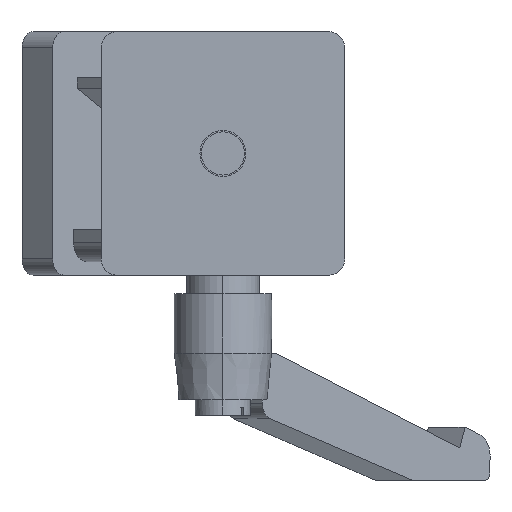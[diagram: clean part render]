
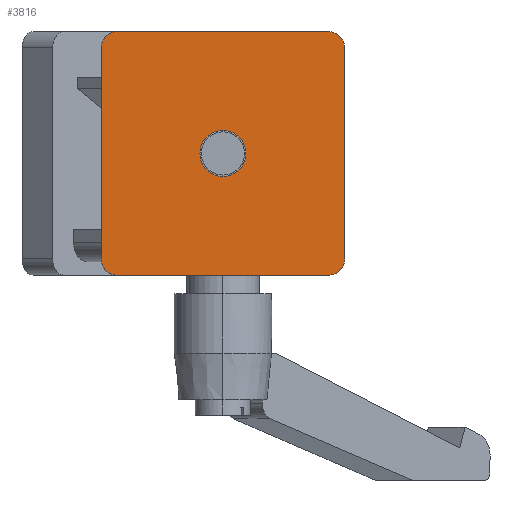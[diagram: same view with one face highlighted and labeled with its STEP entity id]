
A CAD part, front view. The second image highlights one B-rep face of the part: STEP entity #3816.
In plain terms, the highlighted planar face has unit normal (0, -1, 0).
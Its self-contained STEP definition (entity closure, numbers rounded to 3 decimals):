
#7 = LINE ( 'NONE', #548, #1252 ) ;
#26 = VERTEX_POINT ( 'NONE', #4478 ) ;
#30 = CIRCLE ( 'NONE', #3400, 3. ) ;
#156 = EDGE_CURVE ( 'NONE', #1369, #2438, #6628, .T. ) ;
#260 = CARTESIAN_POINT ( 'NONE',  ( -19.5, -8., -19.5 ) ) ;
#279 = DIRECTION ( 'NONE',  ( -1., 0., 0. ) ) ;
#330 = ORIENTED_EDGE ( 'NONE', *, *, #3538, .F. ) ;
#334 = CARTESIAN_POINT ( 'NONE',  ( -22.5, -8., 0. ) ) ;
#373 = CARTESIAN_POINT ( 'NONE',  ( 0., -8., 0. ) ) ;
#440 = VECTOR ( 'NONE', #1448, 1000. ) ;
#441 = DIRECTION ( 'NONE',  ( 0., 1., 0. ) ) ;
#548 = CARTESIAN_POINT ( 'NONE',  ( 22.5, -8., 0. ) ) ;
#594 = LINE ( 'NONE', #334, #440 ) ;
#769 = LINE ( 'NONE', #2293, #6320 ) ;
#784 = DIRECTION ( 'NONE',  ( 0., -1., 0. ) ) ;
#788 = AXIS2_PLACEMENT_3D ( 'NONE', #2894, #441, #1927 ) ;
#807 = DIRECTION ( 'NONE',  ( 0., 0., 1. ) ) ;
#820 = VECTOR ( 'NONE', #3553, 1000. ) ;
#870 = ORIENTED_EDGE ( 'NONE', *, *, #1396, .F. ) ;
#1046 = LINE ( 'NONE', #1409, #820 ) ;
#1106 = DIRECTION ( 'NONE',  ( 0., 1., 0. ) ) ;
#1252 = VECTOR ( 'NONE', #2691, 1000. ) ;
#1297 = ORIENTED_EDGE ( 'NONE', *, *, #1690, .F. ) ;
#1369 = VERTEX_POINT ( 'NONE', #3214 ) ;
#1378 = CIRCLE ( 'NONE', #3130, 3. ) ;
#1396 = EDGE_CURVE ( 'NONE', #1616, #3609, #1659, .T. ) ;
#1409 = CARTESIAN_POINT ( 'NONE',  ( 0., -8., 22.5 ) ) ;
#1448 = DIRECTION ( 'NONE',  ( 0., 0., 1. ) ) ;
#1458 = EDGE_CURVE ( 'NONE', #3609, #6044, #594, .T. ) ;
#1459 = FACE_OUTER_BOUND ( 'NONE', #3527, .T. ) ;
#1616 = VERTEX_POINT ( 'NONE', #3178 ) ;
#1659 = CIRCLE ( 'NONE', #5079, 3. ) ;
#1690 = EDGE_CURVE ( 'NONE', #2438, #1369, #4849, .T. ) ;
#1927 = DIRECTION ( 'NONE',  ( 0., 0., 1. ) ) ;
#2099 = DIRECTION ( 'NONE',  ( 0., 0., 1. ) ) ;
#2241 = CARTESIAN_POINT ( 'NONE',  ( -22.5, -8., 19.5 ) ) ;
#2259 = DIRECTION ( 'NONE',  ( 0., 0., -1. ) ) ;
#2293 = CARTESIAN_POINT ( 'NONE',  ( 0., -8., -22.5 ) ) ;
#2309 = CARTESIAN_POINT ( 'NONE',  ( 0., -8., 0. ) ) ;
#2438 = VERTEX_POINT ( 'NONE', #5460 ) ;
#2484 = EDGE_CURVE ( 'NONE', #6884, #26, #1046, .T. ) ;
#2518 = VERTEX_POINT ( 'NONE', #3119 ) ;
#2525 = ORIENTED_EDGE ( 'NONE', *, *, #156, .F. ) ;
#2691 = DIRECTION ( 'NONE',  ( 0., 0., -1. ) ) ;
#2722 = CARTESIAN_POINT ( 'NONE',  ( -19.5, -8., 22.5 ) ) ;
#2894 = CARTESIAN_POINT ( 'NONE',  ( 0., -8., 0. ) ) ;
#2942 = AXIS2_PLACEMENT_3D ( 'NONE', #373, #2992, #4142 ) ;
#2992 = DIRECTION ( 'NONE',  ( 0., -1., 0. ) ) ;
#2994 = DIRECTION ( 'NONE',  ( 0., 0., 1. ) ) ;
#3051 = EDGE_CURVE ( 'NONE', #2518, #5284, #1378, .T. ) ;
#3119 = CARTESIAN_POINT ( 'NONE',  ( 22.5, -8., -19.5 ) ) ;
#3130 = AXIS2_PLACEMENT_3D ( 'NONE', #5838, #6272, #2994 ) ;
#3178 = CARTESIAN_POINT ( 'NONE',  ( -19.5, -8., -22.5 ) ) ;
#3214 = CARTESIAN_POINT ( 'NONE',  ( 0., -8., -4.25 ) ) ;
#3400 = AXIS2_PLACEMENT_3D ( 'NONE', #4781, #5353, #2099 ) ;
#3430 = PLANE ( 'NONE',  #788 ) ;
#3507 = ORIENTED_EDGE ( 'NONE', *, *, #3585, .F. ) ;
#3527 = EDGE_LOOP ( 'NONE', ( #5197, #4760, #5213, #6525, #870, #330, #4256, #3507 ) ) ;
#3538 = EDGE_CURVE ( 'NONE', #5284, #1616, #769, .T. ) ;
#3553 = DIRECTION ( 'NONE',  ( 1., 0., 0. ) ) ;
#3585 = EDGE_CURVE ( 'NONE', #6458, #2518, #7, .T. ) ;
#3609 = VERTEX_POINT ( 'NONE', #4924 ) ;
#3816 = ADVANCED_FACE ( 'NONE', ( #4117, #1459 ), #3430, .F. ) ;
#3834 = CARTESIAN_POINT ( 'NONE',  ( -19.5, -8., 19.5 ) ) ;
#4117 = FACE_BOUND ( 'NONE', #4178, .T. ) ;
#4142 = DIRECTION ( 'NONE',  ( 0., 0., -1. ) ) ;
#4154 = CARTESIAN_POINT ( 'NONE',  ( 19.5, -8., -22.5 ) ) ;
#4178 = EDGE_LOOP ( 'NONE', ( #2525, #1297 ) ) ;
#4200 = EDGE_CURVE ( 'NONE', #26, #6458, #30, .T. ) ;
#4256 = ORIENTED_EDGE ( 'NONE', *, *, #3051, .F. ) ;
#4440 = AXIS2_PLACEMENT_3D ( 'NONE', #2309, #784, #2259 ) ;
#4478 = CARTESIAN_POINT ( 'NONE',  ( 19.5, -8., 22.5 ) ) ;
#4490 = DIRECTION ( 'NONE',  ( 0., 1., 0. ) ) ;
#4760 = ORIENTED_EDGE ( 'NONE', *, *, #2484, .F. ) ;
#4764 = CARTESIAN_POINT ( 'NONE',  ( 22.5, -8., 19.5 ) ) ;
#4781 = CARTESIAN_POINT ( 'NONE',  ( 19.5, -8., 19.5 ) ) ;
#4849 = CIRCLE ( 'NONE', #4440, 4.25 ) ;
#4910 = DIRECTION ( 'NONE',  ( 0., 0., 1. ) ) ;
#4924 = CARTESIAN_POINT ( 'NONE',  ( -22.5, -8., -19.5 ) ) ;
#5079 = AXIS2_PLACEMENT_3D ( 'NONE', #260, #4490, #807 ) ;
#5197 = ORIENTED_EDGE ( 'NONE', *, *, #4200, .F. ) ;
#5213 = ORIENTED_EDGE ( 'NONE', *, *, #5304, .F. ) ;
#5284 = VERTEX_POINT ( 'NONE', #4154 ) ;
#5304 = EDGE_CURVE ( 'NONE', #6044, #6884, #5662, .T. ) ;
#5353 = DIRECTION ( 'NONE',  ( 0., 1., 0. ) ) ;
#5422 = AXIS2_PLACEMENT_3D ( 'NONE', #3834, #1106, #4910 ) ;
#5460 = CARTESIAN_POINT ( 'NONE',  ( 0., -8., 4.25 ) ) ;
#5662 = CIRCLE ( 'NONE', #5422, 3. ) ;
#5838 = CARTESIAN_POINT ( 'NONE',  ( 19.5, -8., -19.5 ) ) ;
#6044 = VERTEX_POINT ( 'NONE', #2241 ) ;
#6272 = DIRECTION ( 'NONE',  ( 0., 1., 0. ) ) ;
#6320 = VECTOR ( 'NONE', #279, 1000. ) ;
#6458 = VERTEX_POINT ( 'NONE', #4764 ) ;
#6525 = ORIENTED_EDGE ( 'NONE', *, *, #1458, .F. ) ;
#6628 = CIRCLE ( 'NONE', #2942, 4.25 ) ;
#6884 = VERTEX_POINT ( 'NONE', #2722 ) ;
